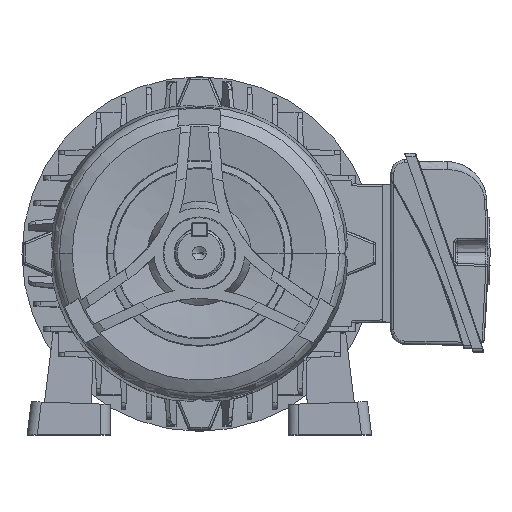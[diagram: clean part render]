
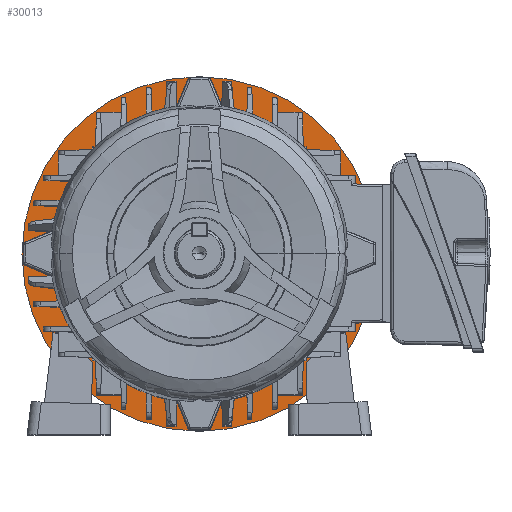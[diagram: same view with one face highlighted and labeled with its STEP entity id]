
A CAD part, top view. The second image highlights one B-rep face of the part: STEP entity #30013.
In plain terms, the highlighted face is planar.
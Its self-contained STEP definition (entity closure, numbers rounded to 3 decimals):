
#1691 = FACE_OUTER_BOUND ( 'NONE', #6273, .T. ) ;
#3315 = EDGE_CURVE ( 'NONE', #29331, #12043, #10161, .T. ) ;
#5283 = CARTESIAN_POINT ( 'NONE',  ( 0., 0., 0. ) ) ;
#6273 = EDGE_LOOP ( 'NONE', ( #15987, #47724 ) ) ;
#6279 = DIRECTION ( 'NONE',  ( -1., 0., 0. ) ) ;
#8738 = EDGE_CURVE ( 'NONE', #12043, #29331, #17043, .T. ) ;
#10161 = CIRCLE ( 'NONE', #54651, 88. ) ;
#12043 = VERTEX_POINT ( 'NONE', #49845 ) ;
#15640 = PLANE ( 'NONE',  #47983 ) ;
#15987 = ORIENTED_EDGE ( 'NONE', *, *, #8738, .T. ) ;
#17043 = CIRCLE ( 'NONE', #18892, 88. ) ;
#17990 = CARTESIAN_POINT ( 'NONE',  ( 88., 0., 0. ) ) ;
#18892 = AXIS2_PLACEMENT_3D ( 'NONE', #24079, #23496, #6279 ) ;
#23496 = DIRECTION ( 'NONE',  ( 0., 0., -1. ) ) ;
#24079 = CARTESIAN_POINT ( 'NONE',  ( 0., 0., 0. ) ) ;
#24592 = DIRECTION ( 'NONE',  ( 0., 0., -1. ) ) ;
#25182 = DIRECTION ( 'NONE',  ( -1., 0., 0. ) ) ;
#25472 = CARTESIAN_POINT ( 'NONE',  ( 0., 0., 0. ) ) ;
#29331 = VERTEX_POINT ( 'NONE', #17990 ) ;
#30013 = ADVANCED_FACE ( 'NONE', ( #1691 ), #15640, .T. ) ;
#36980 = DIRECTION ( 'NONE',  ( 0., 0., -1. ) ) ;
#37845 = DIRECTION ( 'NONE',  ( -1., 0., 0. ) ) ;
#47724 = ORIENTED_EDGE ( 'NONE', *, *, #3315, .T. ) ;
#47983 = AXIS2_PLACEMENT_3D ( 'NONE', #5283, #36980, #37845 ) ;
#49845 = CARTESIAN_POINT ( 'NONE',  ( -88., 0., 0. ) ) ;
#54651 = AXIS2_PLACEMENT_3D ( 'NONE', #25472, #24592, #25182 ) ;
